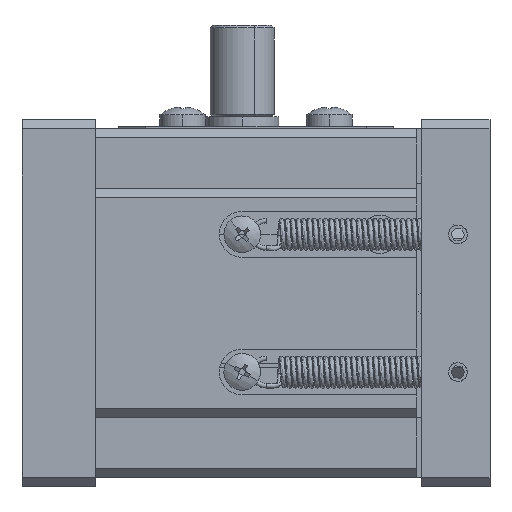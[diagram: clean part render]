
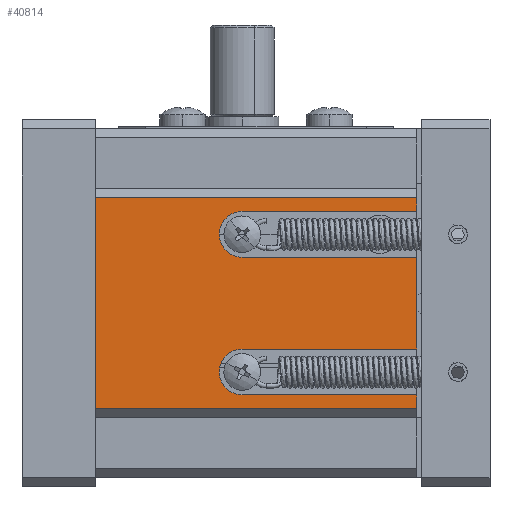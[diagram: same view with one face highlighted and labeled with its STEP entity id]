
A CAD part, left-side view. The second image highlights one B-rep face of the part: STEP entity #40814.
In plain terms, the highlighted planar face has unit normal (-1, 0, 0).
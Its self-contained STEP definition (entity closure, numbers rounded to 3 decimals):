
#470 = DIRECTION ( 'NONE',  ( 0., 1., 0. ) ) ;
#1029 = DIRECTION ( 'NONE',  ( 0., -1., 0. ) ) ;
#1276 = CARTESIAN_POINT ( 'NONE',  ( -20., 27.5, -9.985 ) ) ;
#1324 = CARTESIAN_POINT ( 'NONE',  ( -20., 8.5, -4.985 ) ) ;
#1430 = EDGE_CURVE ( 'NONE', #18109, #30108, #34938, .T. ) ;
#1502 = CARTESIAN_POINT ( 'NONE',  ( -20., 27.5, 7.515 ) ) ;
#2204 = CARTESIAN_POINT ( 'NONE',  ( -20., 30., 7.515 ) ) ;
#2539 = LINE ( 'NONE', #13393, #10541 ) ;
#2563 = CARTESIAN_POINT ( 'NONE',  ( -20., 8.5, -11.485 ) ) ;
#2726 = DIRECTION ( 'NONE',  ( 0., 0., -1. ) ) ;
#2809 = ORIENTED_EDGE ( 'NONE', *, *, #7076, .F. ) ;
#2837 = CARTESIAN_POINT ( 'NONE',  ( -20., 43.5, -11.485 ) ) ;
#2871 = VECTOR ( 'NONE', #12733, 1000. ) ;
#3318 = ORIENTED_EDGE ( 'NONE', *, *, #19642, .T. ) ;
#3359 = CARTESIAN_POINT ( 'NONE',  ( -20., 8.5, -11.485 ) ) ;
#3401 = VERTEX_POINT ( 'NONE', #2204 ) ;
#4452 = VERTEX_POINT ( 'NONE', #12300 ) ;
#5689 = ORIENTED_EDGE ( 'NONE', *, *, #37559, .F. ) ;
#5832 = EDGE_CURVE ( 'NONE', #30108, #33477, #12022, .T. ) ;
#6140 = CARTESIAN_POINT ( 'NONE',  ( -20., 43.5, 19.015 ) ) ;
#6536 = LINE ( 'NONE', #6140, #2871 ) ;
#6616 = DIRECTION ( 'NONE',  ( 0., 1., 0. ) ) ;
#6839 = VERTEX_POINT ( 'NONE', #2837 ) ;
#7076 = EDGE_CURVE ( 'NONE', #14078, #36135, #40712, .T. ) ;
#7078 = VERTEX_POINT ( 'NONE', #19125 ) ;
#7105 = LINE ( 'NONE', #3359, #42845 ) ;
#7885 = DIRECTION ( 'NONE',  ( -1., 0., 0. ) ) ;
#8051 = CARTESIAN_POINT ( 'NONE',  ( -20., 27.5, 10.015 ) ) ;
#8715 = DIRECTION ( 'NONE',  ( 0., -1., 0. ) ) ;
#8905 = PLANE ( 'NONE',  #17972 ) ;
#9333 = CARTESIAN_POINT ( 'NONE',  ( -20., 1.5, 0.015 ) ) ;
#9373 = VECTOR ( 'NONE', #19525, 1000. ) ;
#10492 = EDGE_CURVE ( 'NONE', #33477, #13654, #41011, .T. ) ;
#10541 = VECTOR ( 'NONE', #16703, 1000. ) ;
#11476 = CARTESIAN_POINT ( 'NONE',  ( -20., 27.5, -7.485 ) ) ;
#11849 = EDGE_CURVE ( 'NONE', #3401, #32916, #17891, .T. ) ;
#11900 = ORIENTED_EDGE ( 'NONE', *, *, #11849, .F. ) ;
#12022 = LINE ( 'NONE', #32679, #32785 ) ;
#12300 = CARTESIAN_POINT ( 'NONE',  ( -20., 8.5, 11.515 ) ) ;
#12733 = DIRECTION ( 'NONE',  ( 0., 0., 1. ) ) ;
#13103 = ORIENTED_EDGE ( 'NONE', *, *, #5832, .F. ) ;
#13393 = CARTESIAN_POINT ( 'NONE',  ( -20., 8.5, 19.015 ) ) ;
#13581 = VECTOR ( 'NONE', #38751, 1000. ) ;
#13635 = AXIS2_PLACEMENT_3D ( 'NONE', #1502, #35586, #42718 ) ;
#13654 = VERTEX_POINT ( 'NONE', #22567 ) ;
#13906 = ORIENTED_EDGE ( 'NONE', *, *, #23170, .T. ) ;
#14078 = VERTEX_POINT ( 'NONE', #1276 ) ;
#15116 = VERTEX_POINT ( 'NONE', #8051 ) ;
#15276 = ORIENTED_EDGE ( 'NONE', *, *, #1430, .F. ) ;
#16048 = ORIENTED_EDGE ( 'NONE', *, *, #22454, .F. ) ;
#16703 = DIRECTION ( 'NONE',  ( 0., 0., -1. ) ) ;
#17891 = CIRCLE ( 'NONE', #18496, 2.5 ) ;
#17972 = AXIS2_PLACEMENT_3D ( 'NONE', #9333, #29582, #29430 ) ;
#18109 = VERTEX_POINT ( 'NONE', #19048 ) ;
#18496 = AXIS2_PLACEMENT_3D ( 'NONE', #26992, #34465, #6616 ) ;
#18744 = VECTOR ( 'NONE', #470, 1000. ) ;
#19025 = ORIENTED_EDGE ( 'NONE', *, *, #20588, .F. ) ;
#19048 = CARTESIAN_POINT ( 'NONE',  ( -20., 8.5, 5.015 ) ) ;
#19106 = DIRECTION ( 'NONE',  ( 0., 1., 0. ) ) ;
#19125 = CARTESIAN_POINT ( 'NONE',  ( -20., 43.5, 11.515 ) ) ;
#19525 = DIRECTION ( 'NONE',  ( 0., 0., -1. ) ) ;
#19642 = EDGE_CURVE ( 'NONE', #4452, #7078, #27785, .T. ) ;
#19825 = CARTESIAN_POINT ( 'NONE',  ( -20., -12.303, 5.015 ) ) ;
#20093 = CARTESIAN_POINT ( 'NONE',  ( -20., 8.5, 10.015 ) ) ;
#20588 = EDGE_CURVE ( 'NONE', #36135, #41750, #2539, .T. ) ;
#20750 = ORIENTED_EDGE ( 'NONE', *, *, #23759, .F. ) ;
#20869 = CARTESIAN_POINT ( 'NONE',  ( -20., 43.5, 11.515 ) ) ;
#20902 = EDGE_CURVE ( 'NONE', #13654, #14078, #22180, .T. ) ;
#21212 = VECTOR ( 'NONE', #2726, 1000. ) ;
#21568 = CARTESIAN_POINT ( 'NONE',  ( -20., 8.5, -9.985 ) ) ;
#22180 = CIRCLE ( 'NONE', #41706, 2.5 ) ;
#22288 = LINE ( 'NONE', #22392, #21212 ) ;
#22392 = CARTESIAN_POINT ( 'NONE',  ( -20., 8.5, 19.015 ) ) ;
#22454 = EDGE_CURVE ( 'NONE', #15116, #3401, #35399, .T. ) ;
#22567 = CARTESIAN_POINT ( 'NONE',  ( -20., 30., -7.485 ) ) ;
#23120 = LINE ( 'NONE', #42027, #13581 ) ;
#23170 = EDGE_CURVE ( 'NONE', #6839, #41750, #7105, .T. ) ;
#23759 = EDGE_CURVE ( 'NONE', #6839, #7078, #6536, .T. ) ;
#23997 = CARTESIAN_POINT ( 'NONE',  ( -20., 27.5, 5.015 ) ) ;
#24039 = DIRECTION ( 'NONE',  ( 0., -1., 0. ) ) ;
#25115 = CARTESIAN_POINT ( 'NONE',  ( -20., 27.5, -7.485 ) ) ;
#25949 = ORIENTED_EDGE ( 'NONE', *, *, #38978, .F. ) ;
#26992 = CARTESIAN_POINT ( 'NONE',  ( -20., 27.5, 7.515 ) ) ;
#27062 = AXIS2_PLACEMENT_3D ( 'NONE', #25115, #28564, #1029 ) ;
#27785 = LINE ( 'NONE', #20869, #18744 ) ;
#28564 = DIRECTION ( 'NONE',  ( -1., 0., 0. ) ) ;
#28931 = ORIENTED_EDGE ( 'NONE', *, *, #41365, .F. ) ;
#29430 = DIRECTION ( 'NONE',  ( 0., 1., 0. ) ) ;
#29582 = DIRECTION ( 'NONE',  ( -1., 0., 0. ) ) ;
#29608 = FACE_OUTER_BOUND ( 'NONE', #41234, .T. ) ;
#30108 = VERTEX_POINT ( 'NONE', #1324 ) ;
#30765 = LINE ( 'NONE', #19825, #34483 ) ;
#31707 = VECTOR ( 'NONE', #8715, 1000. ) ;
#31734 = DIRECTION ( 'NONE',  ( 0., -1., 0. ) ) ;
#32679 = CARTESIAN_POINT ( 'NONE',  ( -20., 1.5, -4.985 ) ) ;
#32785 = VECTOR ( 'NONE', #19106, 1000. ) ;
#32916 = VERTEX_POINT ( 'NONE', #23997 ) ;
#32952 = CARTESIAN_POINT ( 'NONE',  ( -20., 8.5, 19.015 ) ) ;
#33477 = VERTEX_POINT ( 'NONE', #42943 ) ;
#33736 = VERTEX_POINT ( 'NONE', #20093 ) ;
#34465 = DIRECTION ( 'NONE',  ( -1., 0., 0. ) ) ;
#34483 = VECTOR ( 'NONE', #36803, 1000. ) ;
#34938 = LINE ( 'NONE', #32952, #9373 ) ;
#35181 = ORIENTED_EDGE ( 'NONE', *, *, #20902, .F. ) ;
#35399 = CIRCLE ( 'NONE', #13635, 2.5 ) ;
#35586 = DIRECTION ( 'NONE',  ( -1., 0., 0. ) ) ;
#35675 = CARTESIAN_POINT ( 'NONE',  ( -20., -12.303, -9.985 ) ) ;
#36135 = VERTEX_POINT ( 'NONE', #21568 ) ;
#36803 = DIRECTION ( 'NONE',  ( 0., -1., 0. ) ) ;
#37559 = EDGE_CURVE ( 'NONE', #4452, #33736, #22288, .T. ) ;
#38751 = DIRECTION ( 'NONE',  ( 0., 1., 0. ) ) ;
#38978 = EDGE_CURVE ( 'NONE', #32916, #18109, #30765, .T. ) ;
#40023 = ORIENTED_EDGE ( 'NONE', *, *, #10492, .F. ) ;
#40712 = LINE ( 'NONE', #35675, #31707 ) ;
#40814 = ADVANCED_FACE ( 'NONE', ( #29608 ), #8905, .T. ) ;
#41011 = CIRCLE ( 'NONE', #27062, 2.5 ) ;
#41234 = EDGE_LOOP ( 'NONE', ( #20750, #13906, #19025, #2809, #35181, #40023, #13103, #15276, #25949, #11900, #16048, #28931, #5689, #3318 ) ) ;
#41365 = EDGE_CURVE ( 'NONE', #33736, #15116, #23120, .T. ) ;
#41706 = AXIS2_PLACEMENT_3D ( 'NONE', #11476, #7885, #31734 ) ;
#41750 = VERTEX_POINT ( 'NONE', #2563 ) ;
#42027 = CARTESIAN_POINT ( 'NONE',  ( -20., 1.5, 10.015 ) ) ;
#42718 = DIRECTION ( 'NONE',  ( 0., 1., 0. ) ) ;
#42845 = VECTOR ( 'NONE', #24039, 1000. ) ;
#42943 = CARTESIAN_POINT ( 'NONE',  ( -20., 27.5, -4.985 ) ) ;
